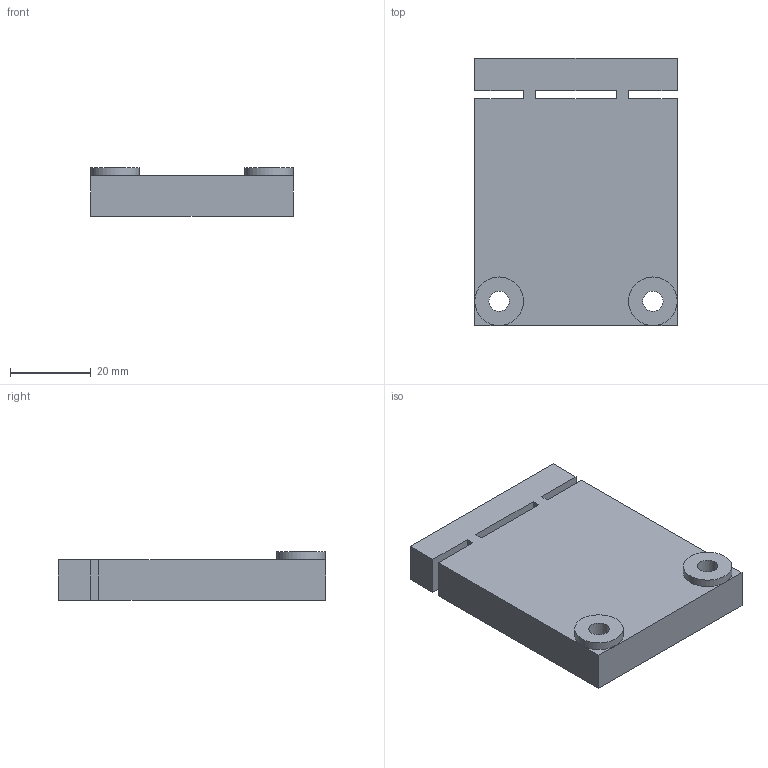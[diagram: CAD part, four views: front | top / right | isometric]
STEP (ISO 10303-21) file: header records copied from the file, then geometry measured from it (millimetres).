
FILE_DESCRIPTION(/* description */ (''),/* implementation_level */ '2;1');
FILE_NAME(/* name */ 'frog polisher final draft.step',/* time_stamp */ '2024-03-13T20:26:32-06:00',/* author */ (''),/* organization */ (''),/* preprocessor_version */ 'ST-DEVELOPER v20',/* originating_system */ 'Autodesk Translation Framework v12.20.1.177',/* authorisation */ '');
FILE_SCHEMA (('AUTOMOTIVE_DESIGN { 1 0 10303 214 3 1 1 }'));
Length unit declared in the file: millimetre
Products named in the file (1): (Unsaved)
Bounding box: 50 x 66 x 12 mm (x, y, z)
Volume: 31039.1 mm3; surface area: 10864.3 mm2
Topology: 1 solids, 1 shells, 32 faces, 83 edges, 53 vertices
Faces by surface type: plane 22, cylinder 8, cone 2
Full cylindrical faces by diameter (mm): 5.035 x6, 12 x2
Entity records: 1013 total; most frequent: CARTESIAN_POINT 167, DIRECTION 166, ORIENTED_EDGE 162, EDGE_CURVE 81, LINE 62, VECTOR 62, VERTEX_POINT 53, AXIS2_PLACEMENT_3D 52
